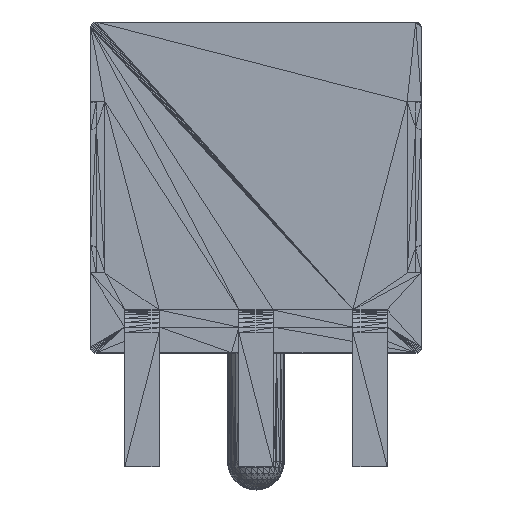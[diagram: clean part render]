
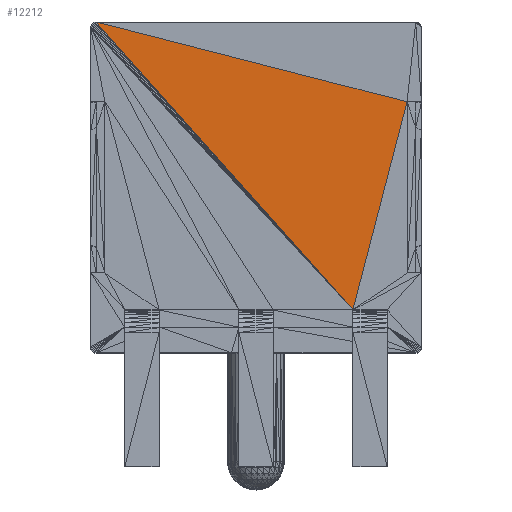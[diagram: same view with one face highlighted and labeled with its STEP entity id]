
A CAD part, top view. The second image highlights one B-rep face of the part: STEP entity #12212.
In plain terms, the highlighted planar face has unit normal (0, 0, 1).
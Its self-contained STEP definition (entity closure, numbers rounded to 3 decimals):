
#10324 = VERTEX_POINT('',#10325);
#10325 = CARTESIAN_POINT('',(0.669,0.297,1.939
    ));
#12194 = VERTEX_POINT('',#12195);
#12195 = CARTESIAN_POINT('',(-1.102,2.285,
    1.939));
#12202 = EDGE_CURVE('',#10324,#12194,#12203,.T.);
#12203 = LINE('',#12204,#12205);
#12204 = CARTESIAN_POINT('',(0.669,0.297,1.939
    ));
#12205 = VECTOR('',#12206,1.);
#12206 = DIRECTION('',(-0.665,0.747,0.)
  );
#12212 = ADVANCED_FACE('',(#12213),#12230,.T.);
#12213 = FACE_BOUND('',#12214,.T.);
#12214 = EDGE_LOOP('',(#12215,#12223,#12224));
#12215 = ORIENTED_EDGE('',*,*,#12216,.T.);
#12216 = EDGE_CURVE('',#12217,#12194,#12219,.T.);
#12217 = VERTEX_POINT('',#12218);
#12218 = CARTESIAN_POINT('',(1.043,1.734,
    1.939));
#12219 = LINE('',#12220,#12221);
#12220 = CARTESIAN_POINT('',(1.043,1.734,
    1.939));
#12221 = VECTOR('',#12222,1.);
#12222 = DIRECTION('',(-0.969,0.249,0.));
#12223 = ORIENTED_EDGE('',*,*,#12202,.F.);
#12224 = ORIENTED_EDGE('',*,*,#12225,.F.);
#12225 = EDGE_CURVE('',#12217,#10324,#12226,.T.);
#12226 = LINE('',#12227,#12228);
#12227 = CARTESIAN_POINT('',(1.043,1.734,
    1.939));
#12228 = VECTOR('',#12229,1.);
#12229 = DIRECTION('',(-0.252,-0.968,
    0.));
#12230 = PLANE('',#12231);
#12231 = AXIS2_PLACEMENT_3D('',#12232,#12233,#12234);
#12232 = CARTESIAN_POINT('',(0.099,1.477,
    1.939));
#12233 = DIRECTION('',(0.,0.,1.));
#12234 = DIRECTION('',(0.,1.,0.));
